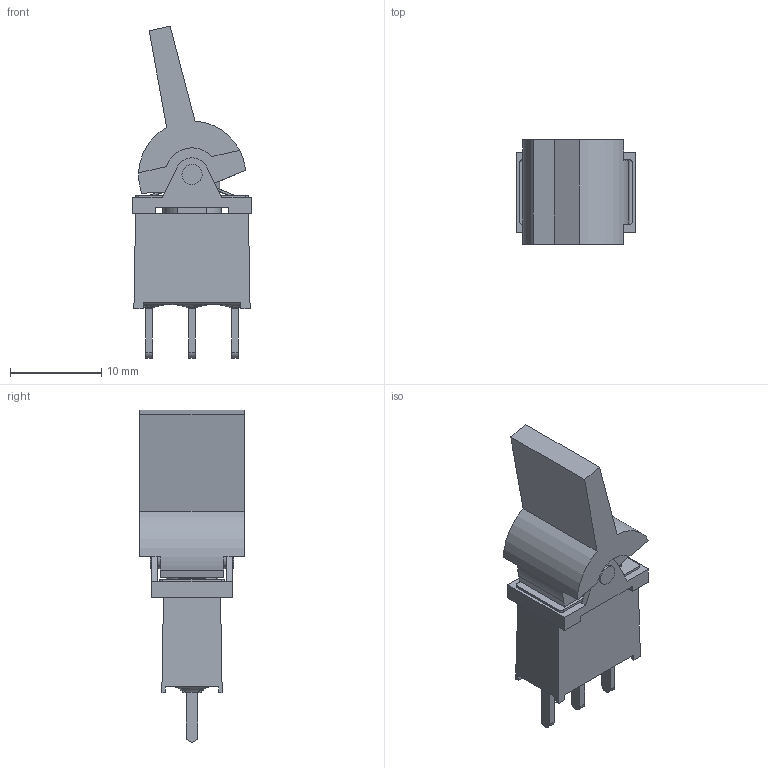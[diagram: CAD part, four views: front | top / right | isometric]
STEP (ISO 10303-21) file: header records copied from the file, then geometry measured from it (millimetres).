
FILE_DESCRIPTION((' '),'2;1');
FILE_NAME('300AWSPxJ6xxxM2xE.stp','2017-08-03T09:47:51',(' '),(' '),' ','ACIS',' ');
FILE_SCHEMA(('CONFIG_CONTROL_DESIGN'));
Length unit declared in the file: inch
Products named in the file (1): 300AWSPxJ6xxxM2xE.stp
Bounding box: 13 x 11.43 x 36.29 mm (x, y, z)
Volume: 1722.6 mm3; surface area: 2214.8 mm2
Topology: 1 solids, 1 shells, 181 faces, 530 edges, 355 vertices
Faces by surface type: plane 126, cylinder 47, bspline 8
Full cylindrical faces by diameter (mm): 2.2 x4
Entity records: 7025 total; most frequent: CARTESIAN_POINT 2083, ORIENTED_EDGE 1050, DIRECTION 953, EDGE_CURVE 525, VECTOR 371, LINE 371, VERTEX_POINT 354, AXIS2_PLACEMENT_3D 291
